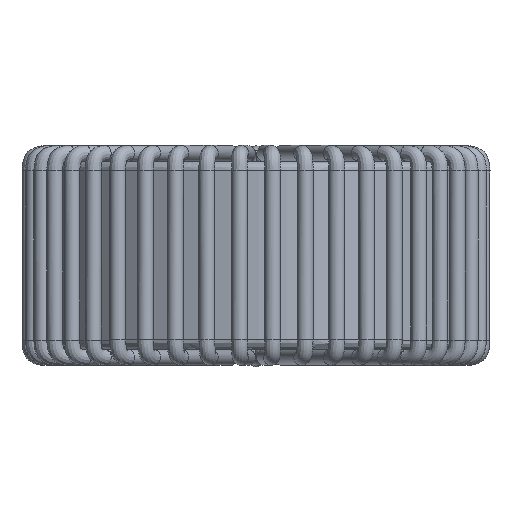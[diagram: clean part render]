
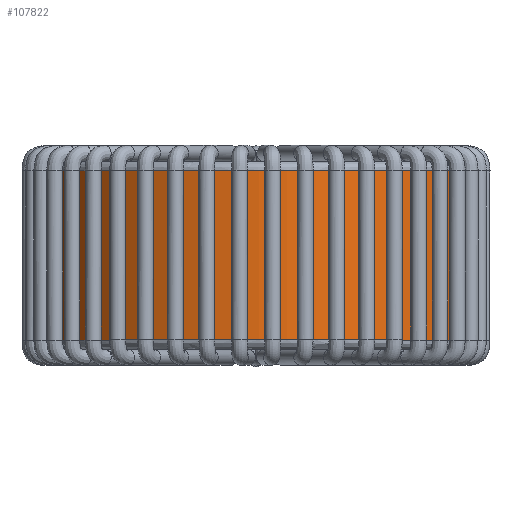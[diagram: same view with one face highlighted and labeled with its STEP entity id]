
A CAD part, top view. The second image highlights one B-rep face of the part: STEP entity #107822.
In plain terms, the highlighted free-form (B-spline) face has degree [2, 1] with [7, 2] control points.
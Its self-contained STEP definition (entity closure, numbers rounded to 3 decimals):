
#107668=CARTESIAN_POINT('',(13.8,5.35,0.));
#107669=VERTEX_POINT('',#107668);
#107676=CARTESIAN_POINT('',(13.8,5.35,0.));
#107677=CARTESIAN_POINT('',(13.8,5.35,-13.8));
#107678=CARTESIAN_POINT('',(0.,5.35,-13.8));
#107679=CARTESIAN_POINT('',(-13.8,5.35,-13.8));
#107680=CARTESIAN_POINT('',(-13.8,5.35,0.));
#107681=CARTESIAN_POINT('',(-13.8,5.35,13.8));
#107682=CARTESIAN_POINT('',(0.,5.35,13.8));
#107683=CARTESIAN_POINT('',(13.8,5.35,13.8));
#107684=CARTESIAN_POINT('',(13.8,5.35,0.));
#107685=(BOUNDED_CURVE()B_SPLINE_CURVE(2,(#107676,#107677,#107678,#107679,#107680,#107681,#107682,#107683,#107684),.CIRCULAR_ARC.,.T.,.U.)B_SPLINE_CURVE_WITH_KNOTS((3,2,2,2,3),(0.,0.25,0.5,0.75,1.),.UNSPECIFIED.)CURVE()GEOMETRIC_REPRESENTATION_ITEM()RATIONAL_B_SPLINE_CURVE((1.,0.707,1.,0.707,1.,0.707,1.,0.707,1.))REPRESENTATION_ITEM(''));
#107686=EDGE_CURVE('',#107669,#107669,#107685,.T.);
#107784=CARTESIAN_POINT('',(13.8,5.95,0.));
#107785=CARTESIAN_POINT('',(13.8,-5.95,0.));
#107786=CARTESIAN_POINT('',(13.8,5.95,23.902));
#107787=CARTESIAN_POINT('',(13.8,-5.95,23.902));
#107788=CARTESIAN_POINT('',(-6.9,5.95,11.951));
#107789=CARTESIAN_POINT('',(-6.9,-5.95,11.951));
#107790=CARTESIAN_POINT('',(-27.6,5.95,0.));
#107791=CARTESIAN_POINT('',(-27.6,-5.95,0.));
#107792=CARTESIAN_POINT('',(-6.9,5.95,-11.951));
#107793=CARTESIAN_POINT('',(-6.9,-5.95,-11.951));
#107794=CARTESIAN_POINT('',(13.8,5.95,-23.902));
#107795=CARTESIAN_POINT('',(13.8,-5.95,-23.902));
#107796=CARTESIAN_POINT('',(13.8,5.95,0.));
#107797=CARTESIAN_POINT('',(13.8,-5.95,0.));
#107798=(BOUNDED_SURFACE()B_SPLINE_SURFACE(2,1,((#107784,#107785),(#107786,#107787),(#107788,#107789),(#107790,#107791),(#107792,#107793),(#107794,#107795),(#107796,#107797)),.CYLINDRICAL_SURF.,.T.,.F.,.U.)B_SPLINE_SURFACE_WITH_KNOTS((3,2,2,3),(2,2),(0.,0.333,0.667,1.),(0.,1.),.UNSPECIFIED.)GEOMETRIC_REPRESENTATION_ITEM()RATIONAL_B_SPLINE_SURFACE(((1.,1.),(0.5,0.5),(1.,1.),(0.5,0.5),(1.,1.),(0.5,0.5),(1.,1.)))REPRESENTATION_ITEM('')SURFACE());
#107799=ORIENTED_EDGE('',*,*,#107686,.F.);
#107800=CARTESIAN_POINT('',(13.8,-5.35,0.));
#107801=VERTEX_POINT('',#107800);
#107802=CARTESIAN_POINT('',(13.8,5.35,0.));
#107803=CARTESIAN_POINT('',(13.8,-5.35,0.));
#107804=B_SPLINE_CURVE_WITH_KNOTS('',1,(#107802,#107803),.POLYLINE_FORM.,.F.,.U.,(2,2),(0.05,0.95),.UNSPECIFIED.);
#107805=EDGE_CURVE('',#107669,#107801,#107804,.T.);
#107806=ORIENTED_EDGE('',*,*,#107805,.T.);
#107807=CARTESIAN_POINT('',(13.8,-5.35,0.));
#107808=CARTESIAN_POINT('',(13.8,-5.35,-13.8));
#107809=CARTESIAN_POINT('',(0.,-5.35,-13.8));
#107810=CARTESIAN_POINT('',(-13.8,-5.35,-13.8));
#107811=CARTESIAN_POINT('',(-13.8,-5.35,0.));
#107812=CARTESIAN_POINT('',(-13.8,-5.35,13.8));
#107813=CARTESIAN_POINT('',(0.,-5.35,13.8));
#107814=CARTESIAN_POINT('',(13.8,-5.35,13.8));
#107815=CARTESIAN_POINT('',(13.8,-5.35,0.));
#107816=(BOUNDED_CURVE()B_SPLINE_CURVE(2,(#107807,#107808,#107809,#107810,#107811,#107812,#107813,#107814,#107815),.CIRCULAR_ARC.,.T.,.U.)B_SPLINE_CURVE_WITH_KNOTS((3,2,2,2,3),(0.,0.25,0.5,0.75,1.),.UNSPECIFIED.)CURVE()GEOMETRIC_REPRESENTATION_ITEM()RATIONAL_B_SPLINE_CURVE((1.,0.707,1.,0.707,1.,0.707,1.,0.707,1.))REPRESENTATION_ITEM(''));
#107817=EDGE_CURVE('',#107801,#107801,#107816,.T.);
#107818=ORIENTED_EDGE('',*,*,#107817,.T.);
#107819=ORIENTED_EDGE('',*,*,#107805,.F.);
#107820=EDGE_LOOP('',(#107799,#107806,#107818,#107819));
#107821=FACE_OUTER_BOUND('',#107820,.T.);
#107822=ADVANCED_FACE('',(#107821),#107798,.T.);
